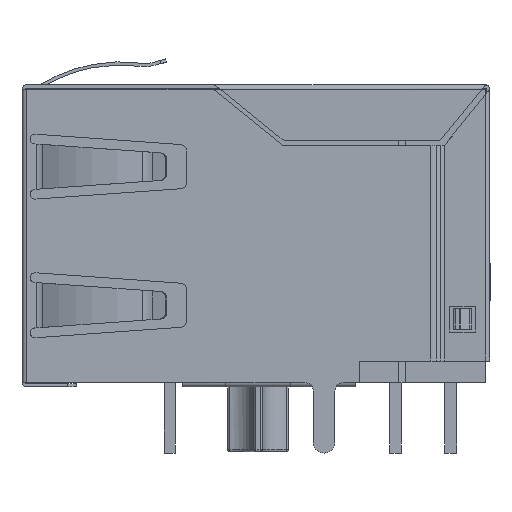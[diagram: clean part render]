
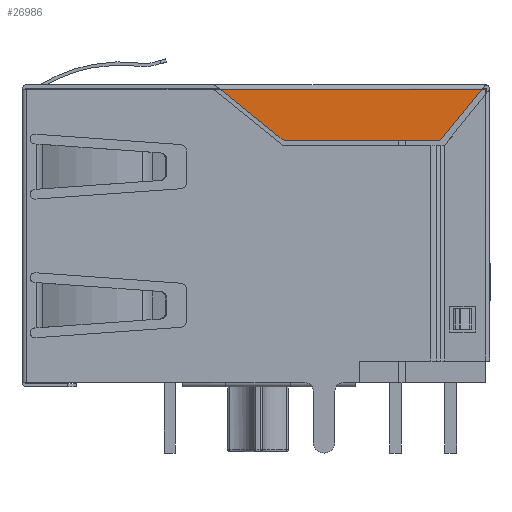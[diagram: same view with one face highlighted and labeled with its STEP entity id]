
A CAD part, front view. The second image highlights one B-rep face of the part: STEP entity #26986.
In plain terms, the highlighted planar face has unit normal (0, -1, 0).
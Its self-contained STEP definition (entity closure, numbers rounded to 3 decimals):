
#18798=DIRECTION('',(0.778,0.,-0.628));
#18799=VECTOR('',#18798,3.792);
#18800=CARTESIAN_POINT('',(-1.852,-8.,6.775));
#18801=LINE('',#18800,#18799);
#18806=DIRECTION('',(-1.,0.,0.));
#18807=VECTOR('',#18806,12.089);
#18808=CARTESIAN_POINT('',(10.237,-8.,6.775));
#18809=LINE('',#18808,#18807);
#18810=DIRECTION('',(-0.631,0.,-0.776));
#18811=VECTOR('',#18810,3.069);
#18812=CARTESIAN_POINT('',(10.237,-8.,6.775));
#18813=LINE('',#18812,#18811);
#18814=DIRECTION('',(1.,0.,0.));
#18815=VECTOR('',#18814,7.2);
#18816=CARTESIAN_POINT('',(1.1,-8.,4.395));
#18817=LINE('',#18816,#18815);
#18948=CARTESIAN_POINT('',(-1.852,-8.,6.775));
#18959=CARTESIAN_POINT('',(10.237,-8.,6.775));
#23259=CARTESIAN_POINT('',(1.1,-8.,4.395));
#23261=VERTEX_POINT('',#23259);
#23263=CARTESIAN_POINT('',(8.3,-8.,4.395));
#23265=VERTEX_POINT('',#23263);
#23332=VERTEX_POINT('',#18948);
#23333=VERTEX_POINT('',#18959);
#26972=CARTESIAN_POINT('',(10.6,-8.,6.775));
#26973=DIRECTION('',(0.,-1.,0.));
#26974=DIRECTION('',(0.,0.,-1.));
#26975=AXIS2_PLACEMENT_3D('',#26972,#26973,#26974);
#26976=PLANE('',#26975);
#26977=ORIENTED_EDGE('',*,*,#26952,.F.);
#26979=ORIENTED_EDGE('',*,*,#26978,.F.);
#26981=ORIENTED_EDGE('',*,*,#26980,.T.);
#26983=ORIENTED_EDGE('',*,*,#26982,.F.);
#26984=EDGE_LOOP('',(#26977,#26979,#26981,#26983));
#26985=FACE_OUTER_BOUND('',#26984,.F.);
#26952=EDGE_CURVE('',#23332,#23261,#18801,.T.);
#26978=EDGE_CURVE('',#23333,#23332,#18809,.T.);
#26980=EDGE_CURVE('',#23333,#23265,#18813,.T.);
#26982=EDGE_CURVE('',#23261,#23265,#18817,.T.);
#26986=ADVANCED_FACE('',(#26985),#26976,.T.);
